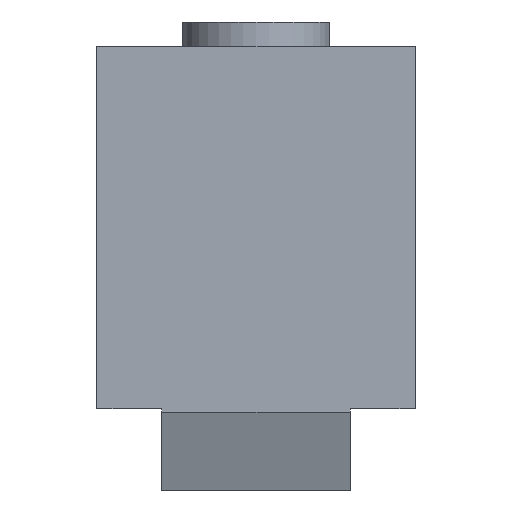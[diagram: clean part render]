
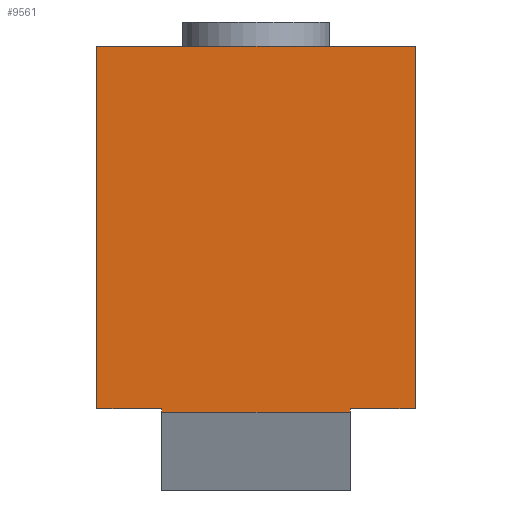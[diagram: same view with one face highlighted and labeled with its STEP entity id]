
A CAD part, left-side view. The second image highlights one B-rep face of the part: STEP entity #9561.
In plain terms, the highlighted planar face has unit normal (-1, 0, 0).
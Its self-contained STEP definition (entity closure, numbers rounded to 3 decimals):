
#850=FACE_OUTER_BOUND('',#1329,.T.);
#1329=EDGE_LOOP('',(#6671,#6672,#6673,#6674,#6675,#6676,#6677,#6678));
#1757=LINE('',#13511,#2721);
#1910=LINE('',#13816,#2874);
#1933=LINE('',#13852,#2897);
#1947=LINE('',#13875,#2911);
#1995=LINE('',#13983,#2959);
#1996=LINE('',#13985,#2960);
#1997=LINE('',#13987,#2961);
#1998=LINE('',#13988,#2962);
#2721=VECTOR('',#10872,0.107);
#2874=VECTOR('',#11029,0.107);
#2897=VECTOR('',#11074,5.8);
#2911=VECTOR('',#11102,2.);
#2959=VECTOR('',#11262,11.15);
#2960=VECTOR('',#11263,9.8);
#2961=VECTOR('',#11264,11.15);
#2962=VECTOR('',#11265,2.);
#3684=VERTEX_POINT('',#13509);
#3685=VERTEX_POINT('',#13510);
#3834=VERTEX_POINT('',#13813);
#3835=VERTEX_POINT('',#13815);
#3839=VERTEX_POINT('',#13873);
#3843=VERTEX_POINT('',#13982);
#3844=VERTEX_POINT('',#13984);
#3845=VERTEX_POINT('',#13986);
#4716=EDGE_CURVE('',#3684,#3685,#1757,.T.);
#4869=EDGE_CURVE('',#3835,#3834,#1910,.T.);
#4892=EDGE_CURVE('',#3834,#3684,#1933,.T.);
#4906=EDGE_CURVE('',#3685,#3839,#1947,.T.);
#4954=EDGE_CURVE('',#3839,#3843,#1995,.T.);
#4955=EDGE_CURVE('',#3843,#3844,#1996,.T.);
#4956=EDGE_CURVE('',#3844,#3845,#1997,.T.);
#4957=EDGE_CURVE('',#3845,#3835,#1998,.T.);
#6671=ORIENTED_EDGE('',*,*,#4954,.T.);
#6672=ORIENTED_EDGE('',*,*,#4955,.T.);
#6673=ORIENTED_EDGE('',*,*,#4956,.T.);
#6674=ORIENTED_EDGE('',*,*,#4957,.T.);
#6675=ORIENTED_EDGE('',*,*,#4869,.T.);
#6676=ORIENTED_EDGE('',*,*,#4892,.T.);
#6677=ORIENTED_EDGE('',*,*,#4716,.T.);
#6678=ORIENTED_EDGE('',*,*,#4906,.T.);
#9269=PLANE('',#10099);
#9561=ADVANCED_FACE('',(#850),#9269,.T.);
#10099=AXIS2_PLACEMENT_3D('',#13981,#11260,#11261);
#10872=DIRECTION('',(0.,0.,1.));
#11029=DIRECTION('',(0.,0.,-1.));
#11074=DIRECTION('',(0.,-1.,0.));
#11102=DIRECTION('',(0.,-1.,0.));
#11260=DIRECTION('center_axis',(-1.,0.,0.));
#11261=DIRECTION('ref_axis',(0.,0.,1.));
#11262=DIRECTION('',(0.,0.,1.));
#11263=DIRECTION('',(0.,1.,0.));
#11264=DIRECTION('',(0.,0.,-1.));
#11265=DIRECTION('',(0.,-1.,0.));
#13509=CARTESIAN_POINT('',(-31.55,-2.9,-1.007));
#13510=CARTESIAN_POINT('',(-31.55,-2.9,-0.9));
#13511=CARTESIAN_POINT('',(-31.55,-2.9,-1.007));
#13813=CARTESIAN_POINT('',(-31.55,2.9,-1.007));
#13815=CARTESIAN_POINT('',(-31.55,2.9,-0.9));
#13816=CARTESIAN_POINT('',(-31.55,2.9,-0.9));
#13852=CARTESIAN_POINT('',(-31.55,2.9,-1.007));
#13873=CARTESIAN_POINT('',(-31.55,-4.9,-0.9));
#13875=CARTESIAN_POINT('',(-31.55,-2.9,-0.9));
#13981=CARTESIAN_POINT('Origin',(-31.55,4.9,10.35));
#13982=CARTESIAN_POINT('',(-31.55,-4.9,10.25));
#13983=CARTESIAN_POINT('',(-31.55,-4.9,-0.9));
#13984=CARTESIAN_POINT('',(-31.55,4.9,10.25));
#13985=CARTESIAN_POINT('',(-31.55,-4.9,10.25));
#13986=CARTESIAN_POINT('',(-31.55,4.9,-0.9));
#13987=CARTESIAN_POINT('',(-31.55,4.9,10.25));
#13988=CARTESIAN_POINT('',(-31.55,4.9,-0.9));
